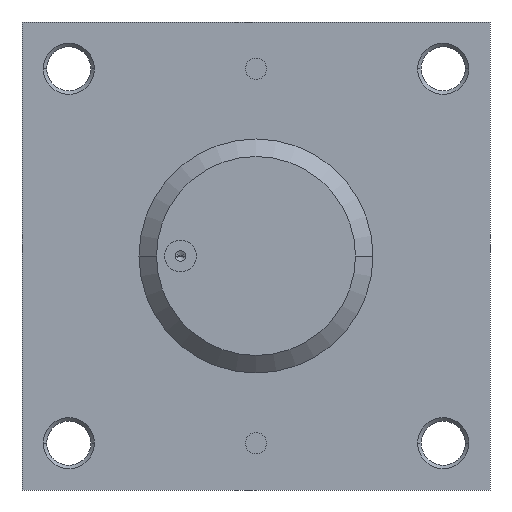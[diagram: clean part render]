
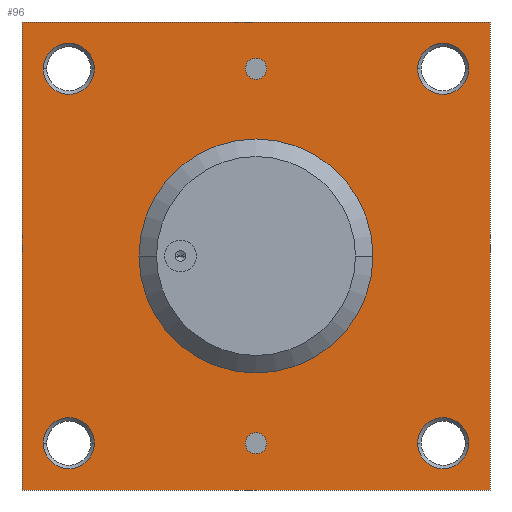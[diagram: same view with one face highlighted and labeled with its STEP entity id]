
A CAD part, left-side view. The second image highlights one B-rep face of the part: STEP entity #96.
In plain terms, the highlighted planar face has unit normal (-1, 0, 0).
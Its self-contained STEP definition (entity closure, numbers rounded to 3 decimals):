
#96=ADVANCED_FACE('',(#231,#232,#233,#234,#235,#236,#237,#238),#239,.F.);
#231=FACE_BOUND('',#400,.T.);
#232=FACE_BOUND('',#401,.T.);
#233=FACE_BOUND('',#402,.T.);
#234=FACE_BOUND('',#403,.T.);
#235=FACE_BOUND('',#404,.T.);
#236=FACE_BOUND('',#405,.T.);
#237=FACE_BOUND('',#406,.T.);
#238=FACE_OUTER_BOUND('',#407,.T.);
#239=PLANE('',#408);
#400=EDGE_LOOP('',(#832,#833));
#401=EDGE_LOOP('',(#834,#835));
#402=EDGE_LOOP('',(#836,#837));
#403=EDGE_LOOP('',(#838,#839));
#404=EDGE_LOOP('',(#840,#841));
#405=EDGE_LOOP('',(#842,#843));
#406=EDGE_LOOP('',(#844,#845));
#407=EDGE_LOOP('',(#846,#847,#848,#849));
#408=AXIS2_PLACEMENT_3D('',#850,#851,#852);
#832=ORIENTED_EDGE('',*,*,#1125,.T.);
#833=ORIENTED_EDGE('',*,*,#1171,.T.);
#834=ORIENTED_EDGE('',*,*,#1114,.T.);
#835=ORIENTED_EDGE('',*,*,#1173,.T.);
#836=ORIENTED_EDGE('',*,*,#1103,.T.);
#837=ORIENTED_EDGE('',*,*,#1175,.T.);
#838=ORIENTED_EDGE('',*,*,#1092,.T.);
#839=ORIENTED_EDGE('',*,*,#1177,.T.);
#840=ORIENTED_EDGE('',*,*,#1179,.T.);
#841=ORIENTED_EDGE('',*,*,#1085,.T.);
#842=ORIENTED_EDGE('',*,*,#1180,.T.);
#843=ORIENTED_EDGE('',*,*,#1081,.T.);
#844=ORIENTED_EDGE('',*,*,#1158,.T.);
#845=ORIENTED_EDGE('',*,*,#1133,.T.);
#846=ORIENTED_EDGE('',*,*,#1181,.T.);
#847=ORIENTED_EDGE('',*,*,#1182,.T.);
#848=ORIENTED_EDGE('',*,*,#1183,.T.);
#849=ORIENTED_EDGE('',*,*,#1184,.T.);
#850=CARTESIAN_POINT('',(-33.0,0.0,0.0));
#851=DIRECTION('',(1.0,0.0,0.));
#852=DIRECTION('',(0.,0.0,-1.0));
#1081=EDGE_CURVE('',#1289,#1293,#1295,.T.);
#1085=EDGE_CURVE('',#1297,#1301,#1303,.T.);
#1092=EDGE_CURVE('',#1312,#1314,#1316,.T.);
#1103=EDGE_CURVE('',#1331,#1333,#1335,.T.);
#1114=EDGE_CURVE('',#1350,#1352,#1354,.T.);
#1125=EDGE_CURVE('',#1369,#1371,#1373,.T.);
#1133=EDGE_CURVE('',#1380,#1384,#1386,.T.);
#1158=EDGE_CURVE('',#1384,#1380,#1426,.T.);
#1171=EDGE_CURVE('',#1371,#1369,#1443,.T.);
#1173=EDGE_CURVE('',#1352,#1350,#1445,.T.);
#1175=EDGE_CURVE('',#1333,#1331,#1447,.T.);
#1177=EDGE_CURVE('',#1314,#1312,#1449,.T.);
#1179=EDGE_CURVE('',#1301,#1297,#1451,.T.);
#1180=EDGE_CURVE('',#1293,#1289,#1452,.T.);
#1181=EDGE_CURVE('',#1453,#1454,#1455,.T.);
#1182=EDGE_CURVE('',#1454,#1456,#1457,.T.);
#1183=EDGE_CURVE('',#1456,#1458,#1459,.T.);
#1184=EDGE_CURVE('',#1458,#1453,#1460,.T.);
#1289=VERTEX_POINT('',#1593);
#1293=VERTEX_POINT('',#1598);
#1295=CIRCLE('',#1601,5.0);
#1297=VERTEX_POINT('',#1603);
#1301=VERTEX_POINT('',#1608);
#1303=CIRCLE('',#1611,5.0);
#1312=VERTEX_POINT('',#1622);
#1314=VERTEX_POINT('',#1625);
#1316=CIRCLE('',#1628,12.0);
#1331=VERTEX_POINT('',#1647);
#1333=VERTEX_POINT('',#1650);
#1335=CIRCLE('',#1653,12.0);
#1350=VERTEX_POINT('',#1672);
#1352=VERTEX_POINT('',#1675);
#1354=CIRCLE('',#1678,12.0);
#1369=VERTEX_POINT('',#1697);
#1371=VERTEX_POINT('',#1700);
#1373=CIRCLE('',#1703,12.0);
#1380=VERTEX_POINT('',#1712);
#1384=VERTEX_POINT('',#1717);
#1386=CIRCLE('',#1720,55.0);
#1426=CIRCLE('',#1770,55.0);
#1443=CIRCLE('',#1791,12.0);
#1445=CIRCLE('',#1793,12.0);
#1447=CIRCLE('',#1795,12.0);
#1449=CIRCLE('',#1797,12.0);
#1451=CIRCLE('',#1799,5.0);
#1452=CIRCLE('',#1800,5.0);
#1453=VERTEX_POINT('',#1801);
#1454=VERTEX_POINT('',#1802);
#1455=LINE('',#1803,#1804);
#1456=VERTEX_POINT('',#1805);
#1457=LINE('',#1806,#1807);
#1458=VERTEX_POINT('',#1808);
#1459=LINE('',#1809,#1810);
#1460=LINE('',#1811,#1812);
#1593=CARTESIAN_POINT('',(-33.0,0.,83.0));
#1598=CARTESIAN_POINT('',(-33.0,0.,93.0));
#1601=AXIS2_PLACEMENT_3D('',#2248,#2249,#2250);
#1603=CARTESIAN_POINT('',(-33.0,0.,-93.0));
#1608=CARTESIAN_POINT('',(-33.0,0.,-83.0));
#1611=AXIS2_PLACEMENT_3D('',#2256,#2257,#2258);
#1622=CARTESIAN_POINT('',(-33.0,-76.0,88.0));
#1625=CARTESIAN_POINT('',(-33.0,-100.0,88.0));
#1628=AXIS2_PLACEMENT_3D('',#2269,#2270,#2271);
#1647=CARTESIAN_POINT('',(-33.0,100.0,88.0));
#1650=CARTESIAN_POINT('',(-33.0,76.0,88.0));
#1653=AXIS2_PLACEMENT_3D('',#2290,#2291,#2292);
#1672=CARTESIAN_POINT('',(-33.0,-76.0,-88.0));
#1675=CARTESIAN_POINT('',(-33.0,-100.0,-88.0));
#1678=AXIS2_PLACEMENT_3D('',#2311,#2312,#2313);
#1697=CARTESIAN_POINT('',(-33.0,100.0,-88.0));
#1700=CARTESIAN_POINT('',(-33.0,76.0,-88.0));
#1703=AXIS2_PLACEMENT_3D('',#2332,#2333,#2334);
#1712=CARTESIAN_POINT('',(-33.0,0.,-55.0));
#1717=CARTESIAN_POINT('',(-33.0,0.,55.0));
#1720=AXIS2_PLACEMENT_3D('',#2348,#2349,#2350);
#1770=AXIS2_PLACEMENT_3D('',#2403,#2404,#2405);
#1791=AXIS2_PLACEMENT_3D('',#2434,#2435,#2436);
#1793=AXIS2_PLACEMENT_3D('',#2440,#2441,#2442);
#1795=AXIS2_PLACEMENT_3D('',#2446,#2447,#2448);
#1797=AXIS2_PLACEMENT_3D('',#2452,#2453,#2454);
#1799=AXIS2_PLACEMENT_3D('',#2458,#2459,#2460);
#1800=AXIS2_PLACEMENT_3D('',#2461,#2462,#2463);
#1801=CARTESIAN_POINT('',(-33.0,110.0,-110.0));
#1802=CARTESIAN_POINT('',(-33.0,-110.0,-110.0));
#1803=CARTESIAN_POINT('',(-33.0,0.0,-110.0));
#1804=VECTOR('',#2464,1.0);
#1805=CARTESIAN_POINT('',(-33.0,-110.0,110.0));
#1806=CARTESIAN_POINT('',(-33.0,-110.0,0.0));
#1807=VECTOR('',#2465,1.0);
#1808=CARTESIAN_POINT('',(-33.0,110.0,110.0));
#1809=CARTESIAN_POINT('',(-33.0,0.0,110.0));
#1810=VECTOR('',#2466,1.0);
#1811=CARTESIAN_POINT('',(-33.0,110.0,0.0));
#1812=VECTOR('',#2467,1.0);
#2248=CARTESIAN_POINT('',(-33.0,0.0,88.0));
#2249=DIRECTION('',(1.0,0.0,0.));
#2250=DIRECTION('',(0.,0.0,-1.0));
#2256=CARTESIAN_POINT('',(-33.0,0.0,-88.0));
#2257=DIRECTION('',(1.0,0.0,0.));
#2258=DIRECTION('',(0.,0.0,-1.0));
#2269=CARTESIAN_POINT('',(-33.0,-88.0,88.0));
#2270=DIRECTION('',(1.0,-0.0,0.));
#2271=DIRECTION('',(0.0,1.0,0.0));
#2290=CARTESIAN_POINT('',(-33.0,88.0,88.0));
#2291=DIRECTION('',(1.0,-0.0,0.));
#2292=DIRECTION('',(0.0,1.0,0.0));
#2311=CARTESIAN_POINT('',(-33.0,-88.0,-88.0));
#2312=DIRECTION('',(1.0,-0.0,0.));
#2313=DIRECTION('',(0.0,1.0,0.0));
#2332=CARTESIAN_POINT('',(-33.0,88.0,-88.0));
#2333=DIRECTION('',(1.0,-0.0,0.));
#2334=DIRECTION('',(0.0,1.0,0.0));
#2348=CARTESIAN_POINT('',(-33.0,0.0,0.0));
#2349=DIRECTION('',(1.0,0.0,0.));
#2350=DIRECTION('',(0.,0.0,-1.0));
#2403=CARTESIAN_POINT('',(-33.0,0.0,0.0));
#2404=DIRECTION('',(1.0,0.0,0.));
#2405=DIRECTION('',(0.,0.0,-1.0));
#2434=CARTESIAN_POINT('',(-33.0,88.0,-88.0));
#2435=DIRECTION('',(1.0,-0.0,0.));
#2436=DIRECTION('',(0.0,1.0,0.0));
#2440=CARTESIAN_POINT('',(-33.0,-88.0,-88.0));
#2441=DIRECTION('',(1.0,-0.0,0.));
#2442=DIRECTION('',(0.0,1.0,0.0));
#2446=CARTESIAN_POINT('',(-33.0,88.0,88.0));
#2447=DIRECTION('',(1.0,-0.0,0.));
#2448=DIRECTION('',(0.0,1.0,0.0));
#2452=CARTESIAN_POINT('',(-33.0,-88.0,88.0));
#2453=DIRECTION('',(1.0,-0.0,0.));
#2454=DIRECTION('',(0.0,1.0,0.0));
#2458=CARTESIAN_POINT('',(-33.0,0.0,-88.0));
#2459=DIRECTION('',(1.0,0.0,0.));
#2460=DIRECTION('',(0.,0.0,-1.0));
#2461=CARTESIAN_POINT('',(-33.0,0.0,88.0));
#2462=DIRECTION('',(1.0,0.0,0.));
#2463=DIRECTION('',(0.,0.0,-1.0));
#2464=DIRECTION('',(0.0,-1.0,0.0));
#2465=DIRECTION('',(0.,0.0,1.0));
#2466=DIRECTION('',(0.0,1.0,0.0));
#2467=DIRECTION('',(0.,0.0,-1.0));
